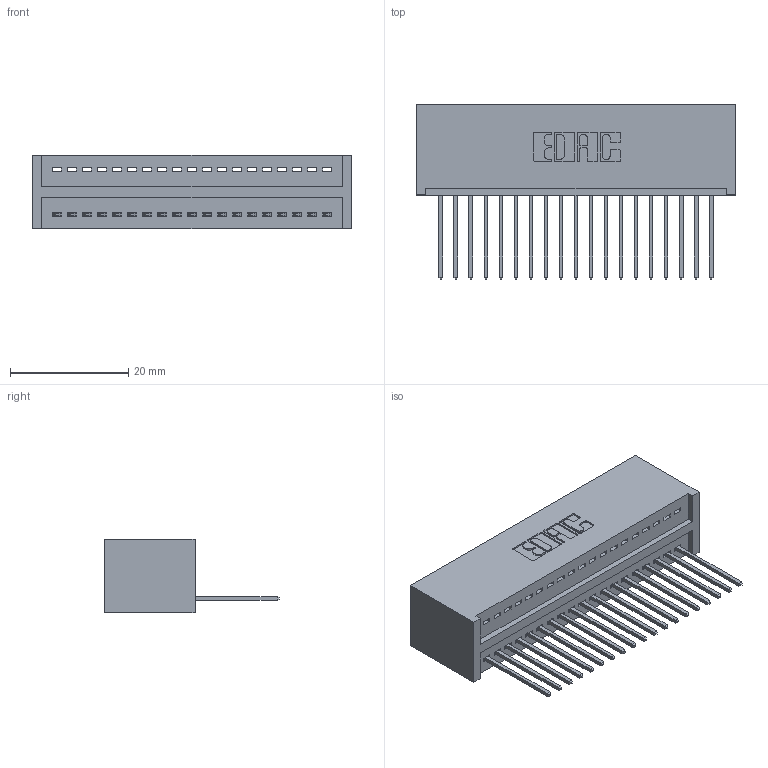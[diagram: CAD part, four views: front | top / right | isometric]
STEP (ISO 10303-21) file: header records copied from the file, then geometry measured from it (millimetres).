
FILE_DESCRIPTION (( 'STEP AP203' ), '1' );
FILE_NAME ('325-019-540-101.STEP', '2020-02-24T16:52:16', ( '' ), ( '' ), 'SwSTEP 2.0', 'SolidWorks 2016', '' );
FILE_SCHEMA (( 'CONFIG_CONTROL_DESIGN' ));
Length unit declared in the file: inch
Products named in the file (3): 325 Part_Lugless; 325-019-540-101; 325-292-001_325-293-140
Assembly tree (20 placements, depth 2):
  325-019-540-101
    325 Part_Lugless
    325-292-001_325-293-140  x19
Bounding box: 53.9 x 29.46 x 12.45 mm (x, y, z)
Volume: 7259 mm3; surface area: 8221 mm2
Topology: 20 solids, 20 shells, 1208 faces, 3631 edges, 2394 vertices
Faces by surface type: plane 864, cylinder 344
Entity records: 14331 total; most frequent: CARTESIAN_POINT 2483, ORIENTED_EDGE 2438, DIRECTION 2133, EDGE_CURVE 1219, VECTOR 1099, LINE 1099, VERTEX_POINT 810, AXIS2_PLACEMENT_3D 517
